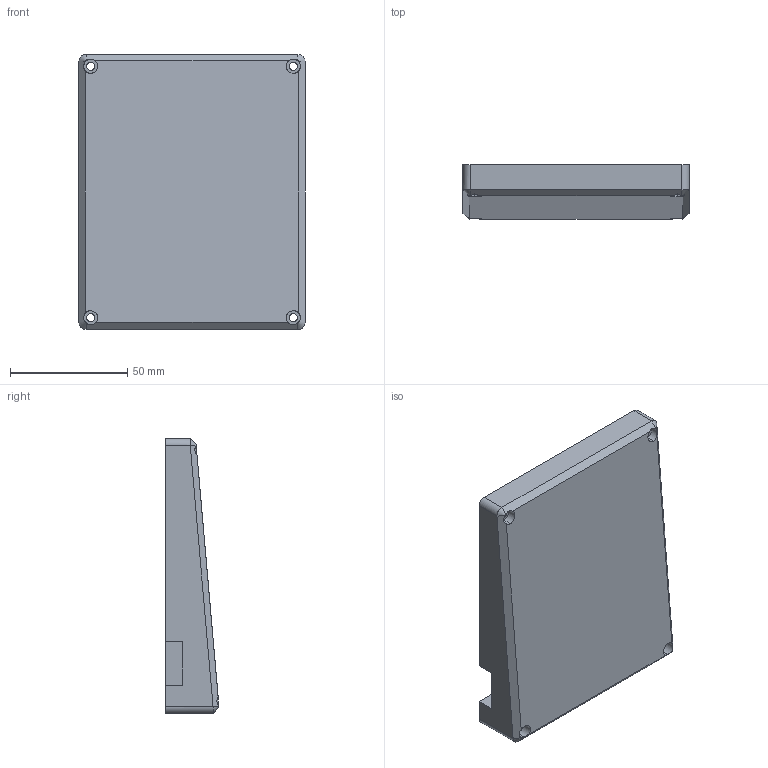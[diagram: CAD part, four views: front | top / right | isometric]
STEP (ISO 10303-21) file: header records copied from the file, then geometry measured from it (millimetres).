
FILE_DESCRIPTION (( 'STEP AP203' ), '1' );
FILE_NAME ('holder bottom.STEP', '2025-12-17T14:26:31', ( '' ), ( '' ), 'SwSTEP 2.0', 'SolidWorks 2025', '' );
FILE_SCHEMA (( 'CONFIG_CONTROL_DESIGN' ));
Length unit declared in the file: millimetre
Products named in the file (1): holder bottom
Bounding box: 96.2 x 22.98 x 117.03 mm (x, y, z)
Volume: 125776.1 mm3; surface area: 33846.4 mm2
Topology: 1 solids, 1 shells, 307 faces, 860 edges, 562 vertices
Faces by surface type: plane 144, bspline 143, cylinder 20
Entity records: 16377 total; most frequent: CARTESIAN_POINT 9487, ORIENTED_EDGE 1720, DIRECTION 882, EDGE_CURVE 860, VERTEX_POINT 562, VECTOR 496, LINE 496, EDGE_LOOP 322
